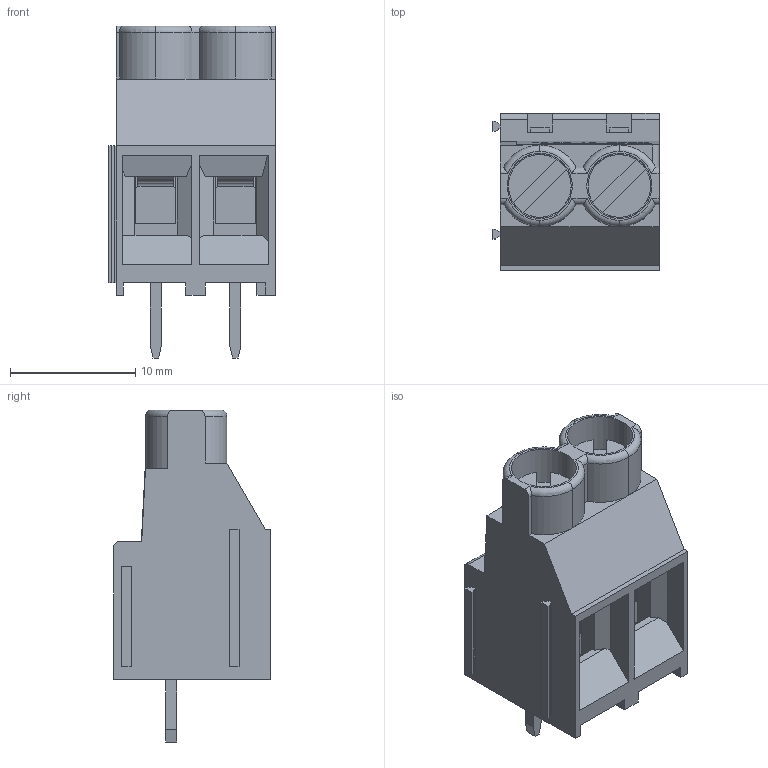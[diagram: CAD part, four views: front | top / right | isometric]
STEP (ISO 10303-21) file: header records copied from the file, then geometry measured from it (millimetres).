
FILE_DESCRIPTION(('STEP AP242'),'1');
FILE_NAME('1714955.stp','2024-05-17T09:17:51',('TraceParts'),('TraceParts S.A.'),'Spatial InterOp 3D',' ',' ');
FILE_SCHEMA(('AP242_MANAGED_MODEL_BASED_3D_ENGINEERING_MIM_LF {1 0 10303 442 1 1 4}'));
Length unit declared in the file: millimetre
Products named in the file (1): 1714955_1
Bounding box: 13.27 x 12.52 x 26.5 mm (x, y, z)
Volume: 1686.5 mm3; surface area: 3490.2 mm2
Topology: 7 solids, 7 shells, 941 faces, 2644 edges, 1752 vertices
Faces by surface type: plane 785, cylinder 90, extrusion 31, bspline 27, torus 8
Entity records: 38733 total; most frequent: CARTESIAN_POINT 7032, ORIENTED_EDGE 5288, DIRECTION 4461, EDGE_CURVE 2644, VECTOR 2297, LINE 2266, VERTEX_POINT 1752, AXIS2_PLACEMENT_3D 1082
